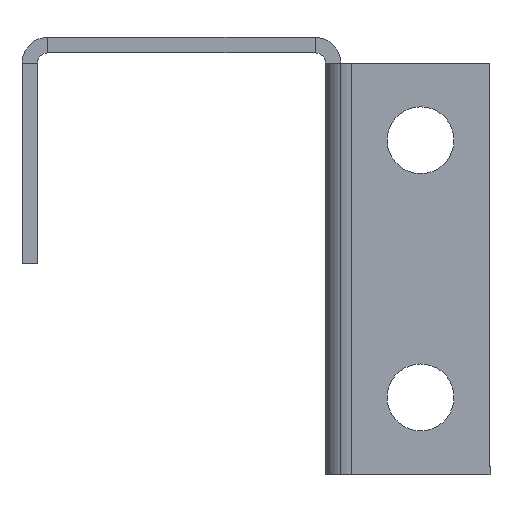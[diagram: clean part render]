
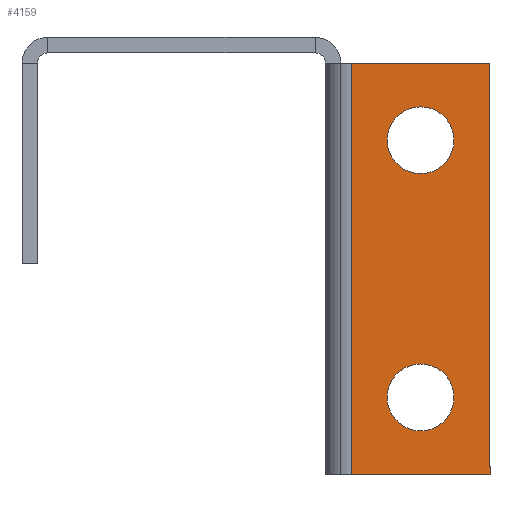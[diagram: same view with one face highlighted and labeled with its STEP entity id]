
A CAD part, left-side view. The second image highlights one B-rep face of the part: STEP entity #4159.
In plain terms, the highlighted planar face has unit normal (-1, 0, 0).
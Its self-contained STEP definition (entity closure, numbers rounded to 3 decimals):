
#139 = CARTESIAN_POINT ( 'NONE',  ( -726.5, -45.5, -42.5 ) ) ;
#284 = EDGE_CURVE ( 'NONE', #4000, #3686, #2116, .T. ) ;
#458 = EDGE_LOOP ( 'NONE', ( #2300 ) ) ;
#490 = VECTOR ( 'NONE', #4916, 1000. ) ;
#545 = LINE ( 'NONE', #690, #490 ) ;
#577 = DIRECTION ( 'NONE',  ( 0., 0., 1. ) ) ;
#690 = CARTESIAN_POINT ( 'NONE',  ( -726.5, 0., -42.5 ) ) ;
#905 = CARTESIAN_POINT ( 'NONE',  ( -726.5, -32., -42.5 ) ) ;
#1086 = EDGE_LOOP ( 'NONE', ( #2357, #2406, #2412, #2490 ) ) ;
#1197 = DIRECTION ( 'NONE',  ( 0., 0., -1. ) ) ;
#1216 = DIRECTION ( 'NONE',  ( 1., 0., 0. ) ) ;
#1235 = DIRECTION ( 'NONE',  ( 0., 1., 0. ) ) ;
#1238 = VECTOR ( 'NONE', #577, 1000. ) ;
#1285 = DIRECTION ( 'NONE',  ( 0., -1., 0. ) ) ;
#1335 = EDGE_CURVE ( 'NONE', #3944, #3944, #4822, .T. ) ;
#1570 = CARTESIAN_POINT ( 'NONE',  ( -726.5, -45.5, -2.5 ) ) ;
#1578 = EDGE_LOOP ( 'NONE', ( #2305 ) ) ;
#1584 = DIRECTION ( 'NONE',  ( -1., 0., 0. ) ) ;
#1600 = CARTESIAN_POINT ( 'NONE',  ( -726.5, -38.75, -35. ) ) ;
#1644 = PLANE ( 'NONE',  #2155 ) ;
#1694 = EDGE_CURVE ( 'NONE', #3797, #2900, #1954, .T. ) ;
#1853 = CARTESIAN_POINT ( 'NONE',  ( -726.5, 0., 0. ) ) ;
#1909 = VERTEX_POINT ( 'NONE', #3890 ) ;
#1954 = LINE ( 'NONE', #4596, #1238 ) ;
#2008 = AXIS2_PLACEMENT_3D ( 'NONE', #1600, #1584, #1285 ) ;
#2047 = EDGE_CURVE ( 'NONE', #1909, #1909, #3260, .T. ) ;
#2113 = VECTOR ( 'NONE', #3928, 1000. ) ;
#2116 = LINE ( 'NONE', #4087, #2113 ) ;
#2155 = AXIS2_PLACEMENT_3D ( 'NONE', #1853, #1216, #1197 ) ;
#2207 = EDGE_CURVE ( 'NONE', #3686, #2900, #2366, .T. ) ;
#2300 = ORIENTED_EDGE ( 'NONE', *, *, #2047, .F. ) ;
#2305 = ORIENTED_EDGE ( 'NONE', *, *, #1335, .F. ) ;
#2347 = DIRECTION ( 'NONE',  ( 0., -1., 0. ) ) ;
#2357 = ORIENTED_EDGE ( 'NONE', *, *, #1694, .F. ) ;
#2359 = VECTOR ( 'NONE', #1235, 1000. ) ;
#2362 = DIRECTION ( 'NONE',  ( -1., 0., 0. ) ) ;
#2366 = LINE ( 'NONE', #3668, #2359 ) ;
#2368 = CARTESIAN_POINT ( 'NONE',  ( -726.5, -38.75, -10. ) ) ;
#2406 = ORIENTED_EDGE ( 'NONE', *, *, #2548, .T. ) ;
#2412 = ORIENTED_EDGE ( 'NONE', *, *, #284, .T. ) ;
#2490 = ORIENTED_EDGE ( 'NONE', *, *, #2207, .T. ) ;
#2548 = EDGE_CURVE ( 'NONE', #3797, #4000, #545, .T. ) ;
#2900 = VERTEX_POINT ( 'NONE', #4864 ) ;
#3037 = FACE_OUTER_BOUND ( 'NONE', #1086, .T. ) ;
#3260 = CIRCLE ( 'NONE', #2008, 3.25 ) ;
#3668 = CARTESIAN_POINT ( 'NONE',  ( -726.5, 0., -2.5 ) ) ;
#3686 = VERTEX_POINT ( 'NONE', #1570 ) ;
#3777 = CARTESIAN_POINT ( 'NONE',  ( -726.5, -42., -10. ) ) ;
#3797 = VERTEX_POINT ( 'NONE', #905 ) ;
#3890 = CARTESIAN_POINT ( 'NONE',  ( -726.5, -42., -35. ) ) ;
#3928 = DIRECTION ( 'NONE',  ( 0., 0., 1. ) ) ;
#3944 = VERTEX_POINT ( 'NONE', #3777 ) ;
#4000 = VERTEX_POINT ( 'NONE', #139 ) ;
#4082 = FACE_BOUND ( 'NONE', #458, .T. ) ;
#4087 = CARTESIAN_POINT ( 'NONE',  ( -726.5, -45.5, 0. ) ) ;
#4159 = ADVANCED_FACE ( 'NONE', ( #4082, #4194, #3037 ), #1644, .F. ) ;
#4194 = FACE_BOUND ( 'NONE', #1578, .T. ) ;
#4596 = CARTESIAN_POINT ( 'NONE',  ( -726.5, -32., -2.5 ) ) ;
#4605 = AXIS2_PLACEMENT_3D ( 'NONE', #2368, #2362, #2347 ) ;
#4822 = CIRCLE ( 'NONE', #4605, 3.25 ) ;
#4864 = CARTESIAN_POINT ( 'NONE',  ( -726.5, -32., -2.5 ) ) ;
#4916 = DIRECTION ( 'NONE',  ( 0., -1., 0. ) ) ;
